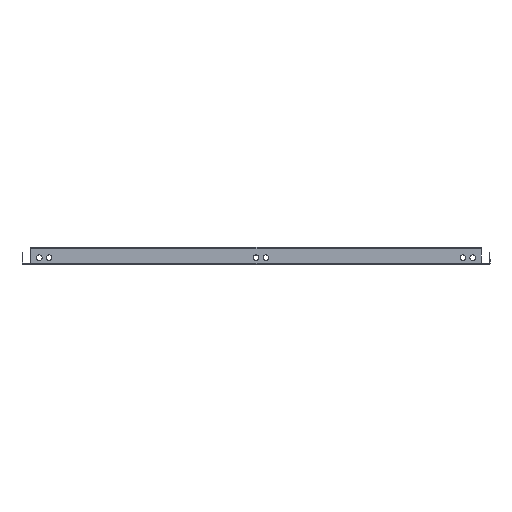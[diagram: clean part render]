
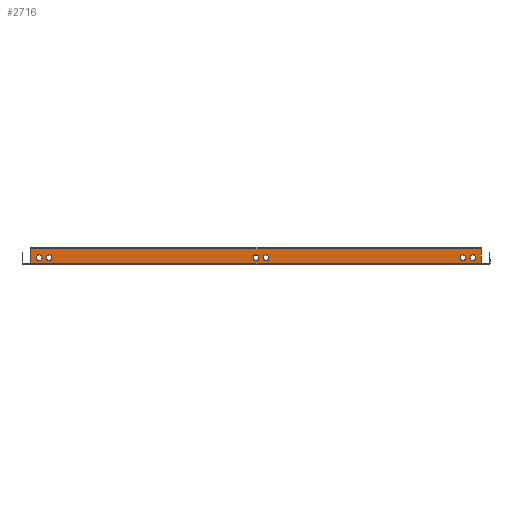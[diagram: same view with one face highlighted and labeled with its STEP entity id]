
A CAD part, left-side view. The second image highlights one B-rep face of the part: STEP entity #2716.
In plain terms, the highlighted planar face has unit normal (-1, 0, 0).
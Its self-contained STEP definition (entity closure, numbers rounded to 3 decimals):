
#16 = CARTESIAN_POINT ( 'NONE',  ( -321.7, 262.5, 7.8 ) ) ;
#27 = DIRECTION ( 'NONE',  ( 0., 0., -1. ) ) ;
#35 = CARTESIAN_POINT ( 'NONE',  ( -321.7, -12.5, 7.8 ) ) ;
#77 = AXIS2_PLACEMENT_3D ( 'NONE', #5940, #2818, #450 ) ;
#255 = CARTESIAN_POINT ( 'NONE',  ( -321.7, 275., 11.25 ) ) ;
#317 = CIRCLE ( 'NONE', #789, 3.45 ) ;
#383 = CIRCLE ( 'NONE', #7693, 3.45 ) ;
#384 = VERTEX_POINT ( 'NONE', #3652 ) ;
#438 = ORIENTED_EDGE ( 'NONE', *, *, #3721, .T. ) ;
#450 = DIRECTION ( 'NONE',  ( 0., 0., -1. ) ) ;
#486 = AXIS2_PLACEMENT_3D ( 'NONE', #3674, #4840, #27 ) ;
#558 = DIRECTION ( 'NONE',  ( 0., 0., -1. ) ) ;
#613 = DIRECTION ( 'NONE',  ( 0., 0., -1. ) ) ;
#670 = LINE ( 'NONE', #4675, #5267 ) ;
#683 = PLANE ( 'NONE',  #3647 ) ;
#699 = ORIENTED_EDGE ( 'NONE', *, *, #4345, .T. ) ;
#780 = LINE ( 'NONE', #1834, #2359 ) ;
#789 = AXIS2_PLACEMENT_3D ( 'NONE', #2143, #5105, #959 ) ;
#885 = CARTESIAN_POINT ( 'NONE',  ( -321.7, 0., 4.35 ) ) ;
#899 = VERTEX_POINT ( 'NONE', #7645 ) ;
#959 = DIRECTION ( 'NONE',  ( 0., 0., -1. ) ) ;
#994 = DIRECTION ( 'NONE',  ( 1., 0., 0. ) ) ;
#1012 = ORIENTED_EDGE ( 'NONE', *, *, #4542, .T. ) ;
#1030 = VERTEX_POINT ( 'NONE', #7295 ) ;
#1040 = DIRECTION ( 'NONE',  ( 1., 0., 0. ) ) ;
#1103 = CARTESIAN_POINT ( 'NONE',  ( -321.7, 262.5, 4.35 ) ) ;
#1141 = ORIENTED_EDGE ( 'NONE', *, *, #4250, .T. ) ;
#1244 = AXIS2_PLACEMENT_3D ( 'NONE', #1718, #4143, #558 ) ;
#1331 = DIRECTION ( 'NONE',  ( -1., 0., 0. ) ) ;
#1351 = AXIS2_PLACEMENT_3D ( 'NONE', #16, #7307, #6126 ) ;
#1360 = DIRECTION ( 'NONE',  ( 0., 0., 1. ) ) ;
#1377 = EDGE_CURVE ( 'NONE', #5807, #899, #4544, .T. ) ;
#1422 = DIRECTION ( 'NONE',  ( 1., 0., 0. ) ) ;
#1475 = CIRCLE ( 'NONE', #1515, 3.45 ) ;
#1515 = AXIS2_PLACEMENT_3D ( 'NONE', #35, #4245, #1881 ) ;
#1595 = DIRECTION ( 'NONE',  ( 0., 0., -1. ) ) ;
#1643 = CARTESIAN_POINT ( 'NONE',  ( -321.7, 285.8, 0. ) ) ;
#1718 = CARTESIAN_POINT ( 'NONE',  ( -321.7, -262.5, 7.8 ) ) ;
#1748 = CARTESIAN_POINT ( 'NONE',  ( -321.7, 0., 7.8 ) ) ;
#1802 = EDGE_CURVE ( 'NONE', #7840, #384, #1475, .T. ) ;
#1834 = CARTESIAN_POINT ( 'NONE',  ( -321.7, 0., 18.8 ) ) ;
#1881 = DIRECTION ( 'NONE',  ( 0., 0., -1. ) ) ;
#1980 = EDGE_LOOP ( 'NONE', ( #4158, #3761 ) ) ;
#2055 = CARTESIAN_POINT ( 'NONE',  ( -321.7, -262.5, 4.35 ) ) ;
#2081 = DIRECTION ( 'NONE',  ( 0., 0., -1. ) ) ;
#2143 = CARTESIAN_POINT ( 'NONE',  ( -321.7, -12.5, 7.8 ) ) ;
#2197 = ORIENTED_EDGE ( 'NONE', *, *, #3463, .T. ) ;
#2225 = DIRECTION ( 'NONE',  ( 0., -1., 0. ) ) ;
#2308 = ORIENTED_EDGE ( 'NONE', *, *, #1802, .T. ) ;
#2352 = VERTEX_POINT ( 'NONE', #7498 ) ;
#2359 = VECTOR ( 'NONE', #2997, 1000. ) ;
#2401 = FACE_BOUND ( 'NONE', #3815, .T. ) ;
#2615 = DIRECTION ( 'NONE',  ( 0., 0., 1. ) ) ;
#2716 = ADVANCED_FACE ( 'NONE', ( #7036, #2401, #5523, #5431, #3803, #5237, #4662 ), #683, .T. ) ;
#2786 = DIRECTION ( 'NONE',  ( 0., 0., -1. ) ) ;
#2803 = CARTESIAN_POINT ( 'NONE',  ( -321.7, 275., 7.8 ) ) ;
#2818 = DIRECTION ( 'NONE',  ( 1., 0., 0. ) ) ;
#2825 = ORIENTED_EDGE ( 'NONE', *, *, #7797, .T. ) ;
#2886 = VERTEX_POINT ( 'NONE', #255 ) ;
#2908 = AXIS2_PLACEMENT_3D ( 'NONE', #1748, #4756, #613 ) ;
#2997 = DIRECTION ( 'NONE',  ( 0., 1., 0. ) ) ;
#3041 = DIRECTION ( 'NONE',  ( 0., 0., -1. ) ) ;
#3056 = LINE ( 'NONE', #1643, #5797 ) ;
#3084 = CARTESIAN_POINT ( 'NONE',  ( -321.7, 0., 0. ) ) ;
#3185 = VERTEX_POINT ( 'NONE', #7335 ) ;
#3216 = CARTESIAN_POINT ( 'NONE',  ( -321.7, 285.8, 18.8 ) ) ;
#3303 = CIRCLE ( 'NONE', #486, 3.45 ) ;
#3341 = ORIENTED_EDGE ( 'NONE', *, *, #6807, .T. ) ;
#3448 = CIRCLE ( 'NONE', #1244, 3.45 ) ;
#3463 = EDGE_CURVE ( 'NONE', #384, #7840, #317, .T. ) ;
#3468 = EDGE_CURVE ( 'NONE', #3185, #2886, #6158, .T. ) ;
#3490 = LINE ( 'NONE', #4440, #3960 ) ;
#3501 = EDGE_LOOP ( 'NONE', ( #5193, #2825 ) ) ;
#3647 = AXIS2_PLACEMENT_3D ( 'NONE', #3084, #1331, #1360 ) ;
#3652 = CARTESIAN_POINT ( 'NONE',  ( -321.7, -12.5, 4.35 ) ) ;
#3674 = CARTESIAN_POINT ( 'NONE',  ( -321.7, -262.5, 7.8 ) ) ;
#3721 = EDGE_CURVE ( 'NONE', #4765, #6799, #3303, .T. ) ;
#3761 = ORIENTED_EDGE ( 'NONE', *, *, #1377, .T. ) ;
#3803 = FACE_BOUND ( 'NONE', #4958, .T. ) ;
#3815 = EDGE_LOOP ( 'NONE', ( #2197, #2308 ) ) ;
#3960 = VECTOR ( 'NONE', #2615, 1000. ) ;
#4143 = DIRECTION ( 'NONE',  ( 1., 0., 0. ) ) ;
#4144 = DIRECTION ( 'NONE',  ( 1., 0., 0. ) ) ;
#4158 = ORIENTED_EDGE ( 'NONE', *, *, #4499, .T. ) ;
#4178 = DIRECTION ( 'NONE',  ( 0., 0., -1. ) ) ;
#4189 = ORIENTED_EDGE ( 'NONE', *, *, #7817, .T. ) ;
#4210 = CARTESIAN_POINT ( 'NONE',  ( -321.7, -12.5, 11.25 ) ) ;
#4245 = DIRECTION ( 'NONE',  ( 1., 0., 0. ) ) ;
#4250 = EDGE_CURVE ( 'NONE', #6799, #4765, #3448, .T. ) ;
#4288 = ORIENTED_EDGE ( 'NONE', *, *, #3468, .T. ) ;
#4344 = VERTEX_POINT ( 'NONE', #6052 ) ;
#4345 = EDGE_CURVE ( 'NONE', #6468, #6347, #6485, .T. ) ;
#4440 = CARTESIAN_POINT ( 'NONE',  ( -321.7, -285.8, 0. ) ) ;
#4499 = EDGE_CURVE ( 'NONE', #899, #5807, #7101, .T. ) ;
#4503 = CARTESIAN_POINT ( 'NONE',  ( -321.7, 262.5, 11.25 ) ) ;
#4542 = EDGE_CURVE ( 'NONE', #6786, #1030, #3056, .T. ) ;
#4544 = CIRCLE ( 'NONE', #77, 3.45 ) ;
#4662 = FACE_OUTER_BOUND ( 'NONE', #5984, .T. ) ;
#4675 = CARTESIAN_POINT ( 'NONE',  ( -321.7, 0., 1. ) ) ;
#4756 = DIRECTION ( 'NONE',  ( 1., 0., 0. ) ) ;
#4765 = VERTEX_POINT ( 'NONE', #7158 ) ;
#4815 = EDGE_LOOP ( 'NONE', ( #4288, #4189 ) ) ;
#4840 = DIRECTION ( 'NONE',  ( 1., 0., 0. ) ) ;
#4888 = CIRCLE ( 'NONE', #5910, 3.45 ) ;
#4958 = EDGE_LOOP ( 'NONE', ( #699, #6811 ) ) ;
#5076 = CARTESIAN_POINT ( 'NONE',  ( -321.7, 262.5, 7.8 ) ) ;
#5105 = DIRECTION ( 'NONE',  ( 1., 0., 0. ) ) ;
#5117 = CIRCLE ( 'NONE', #7002, 3.45 ) ;
#5193 = ORIENTED_EDGE ( 'NONE', *, *, #5410, .T. ) ;
#5237 = FACE_BOUND ( 'NONE', #1980, .T. ) ;
#5267 = VECTOR ( 'NONE', #2225, 1000. ) ;
#5275 = VERTEX_POINT ( 'NONE', #7060 ) ;
#5366 = CARTESIAN_POINT ( 'NONE',  ( -321.7, 275., 7.8 ) ) ;
#5410 = EDGE_CURVE ( 'NONE', #7310, #2352, #5117, .T. ) ;
#5431 = FACE_BOUND ( 'NONE', #7153, .T. ) ;
#5523 = FACE_BOUND ( 'NONE', #4815, .T. ) ;
#5797 = VECTOR ( 'NONE', #2081, 1000. ) ;
#5807 = VERTEX_POINT ( 'NONE', #7140 ) ;
#5910 = AXIS2_PLACEMENT_3D ( 'NONE', #5366, #5977, #3041 ) ;
#5940 = CARTESIAN_POINT ( 'NONE',  ( -321.7, -275., 7.8 ) ) ;
#5977 = DIRECTION ( 'NONE',  ( 1., 0., 0. ) ) ;
#5984 = EDGE_LOOP ( 'NONE', ( #1012, #6323, #3341, #7522 ) ) ;
#6026 = CARTESIAN_POINT ( 'NONE',  ( -321.7, 0., 7.8 ) ) ;
#6052 = CARTESIAN_POINT ( 'NONE',  ( -321.7, -285.8, 1. ) ) ;
#6126 = DIRECTION ( 'NONE',  ( 0., 0., -1. ) ) ;
#6158 = CIRCLE ( 'NONE', #7100, 3.45 ) ;
#6323 = ORIENTED_EDGE ( 'NONE', *, *, #7701, .T. ) ;
#6347 = VERTEX_POINT ( 'NONE', #4503 ) ;
#6468 = VERTEX_POINT ( 'NONE', #1103 ) ;
#6484 = CARTESIAN_POINT ( 'NONE',  ( -321.7, -275., 7.8 ) ) ;
#6485 = CIRCLE ( 'NONE', #1351, 3.45 ) ;
#6489 = AXIS2_PLACEMENT_3D ( 'NONE', #6484, #1040, #1595 ) ;
#6579 = EDGE_CURVE ( 'NONE', #5275, #6786, #780, .T. ) ;
#6786 = VERTEX_POINT ( 'NONE', #3216 ) ;
#6799 = VERTEX_POINT ( 'NONE', #2055 ) ;
#6807 = EDGE_CURVE ( 'NONE', #4344, #5275, #3490, .T. ) ;
#6811 = ORIENTED_EDGE ( 'NONE', *, *, #7222, .T. ) ;
#6971 = CIRCLE ( 'NONE', #2908, 3.45 ) ;
#7002 = AXIS2_PLACEMENT_3D ( 'NONE', #6026, #4144, #4178 ) ;
#7036 = FACE_BOUND ( 'NONE', #3501, .T. ) ;
#7060 = CARTESIAN_POINT ( 'NONE',  ( -321.7, -285.8, 18.8 ) ) ;
#7100 = AXIS2_PLACEMENT_3D ( 'NONE', #2803, #994, #2786 ) ;
#7101 = CIRCLE ( 'NONE', #6489, 3.45 ) ;
#7140 = CARTESIAN_POINT ( 'NONE',  ( -321.7, -275., 11.25 ) ) ;
#7153 = EDGE_LOOP ( 'NONE', ( #1141, #438 ) ) ;
#7158 = CARTESIAN_POINT ( 'NONE',  ( -321.7, -262.5, 11.25 ) ) ;
#7222 = EDGE_CURVE ( 'NONE', #6347, #6468, #383, .T. ) ;
#7295 = CARTESIAN_POINT ( 'NONE',  ( -321.7, 285.8, 1. ) ) ;
#7307 = DIRECTION ( 'NONE',  ( 1., 0., 0. ) ) ;
#7310 = VERTEX_POINT ( 'NONE', #885 ) ;
#7335 = CARTESIAN_POINT ( 'NONE',  ( -321.7, 275., 4.35 ) ) ;
#7498 = CARTESIAN_POINT ( 'NONE',  ( -321.7, 0., 11.25 ) ) ;
#7522 = ORIENTED_EDGE ( 'NONE', *, *, #6579, .T. ) ;
#7560 = DIRECTION ( 'NONE',  ( 0., 0., -1. ) ) ;
#7645 = CARTESIAN_POINT ( 'NONE',  ( -321.7, -275., 4.35 ) ) ;
#7693 = AXIS2_PLACEMENT_3D ( 'NONE', #5076, #1422, #7560 ) ;
#7701 = EDGE_CURVE ( 'NONE', #1030, #4344, #670, .T. ) ;
#7797 = EDGE_CURVE ( 'NONE', #2352, #7310, #6971, .T. ) ;
#7817 = EDGE_CURVE ( 'NONE', #2886, #3185, #4888, .T. ) ;
#7840 = VERTEX_POINT ( 'NONE', #4210 ) ;
